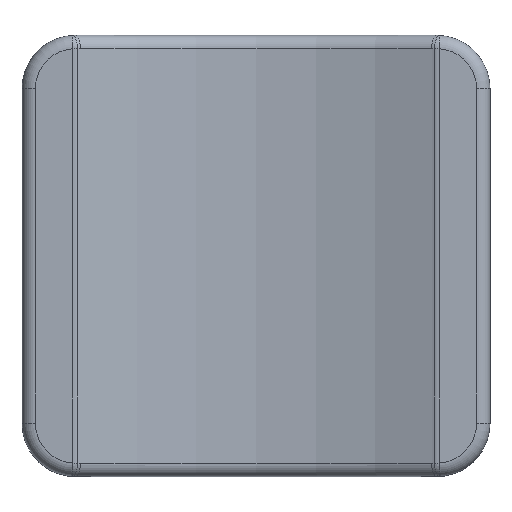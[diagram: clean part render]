
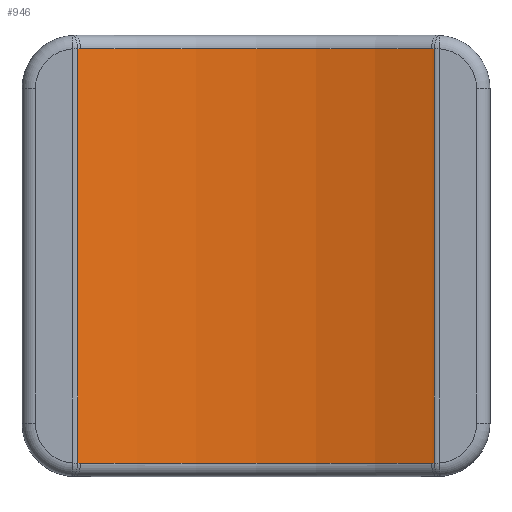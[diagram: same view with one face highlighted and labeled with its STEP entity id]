
A CAD part, top view. The second image highlights one B-rep face of the part: STEP entity #946.
In plain terms, the highlighted cylindrical face has radius 17.72 mm (diameter 35.439 mm), a partial arc.
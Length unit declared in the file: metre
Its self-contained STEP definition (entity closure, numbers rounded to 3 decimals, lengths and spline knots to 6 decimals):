
#34=B_SPLINE_CURVE_WITH_KNOTS('',3,(#1586,#1587,#1588,#1589),
 .UNSPECIFIED.,.F.,.F.,(4,4),(0.000097,0.0002),
 .UNSPECIFIED.);
#35=B_SPLINE_CURVE_WITH_KNOTS('',3,(#1593,#1594,#1595,#1596),
 .UNSPECIFIED.,.F.,.F.,(4,4),(0.,0.000103),.UNSPECIFIED.);
#36=B_SPLINE_CURVE_WITH_KNOTS('',3,(#1600,#1601,#1602,#1603),
 .UNSPECIFIED.,.F.,.F.,(4,4),(0.000097,0.0002),
 .UNSPECIFIED.);
#37=B_SPLINE_CURVE_WITH_KNOTS('',3,(#1607,#1608,#1609,#1610),
 .UNSPECIFIED.,.F.,.F.,(4,4),(0.,0.000103),.UNSPECIFIED.);
#46=CYLINDRICAL_SURFACE('',#1047,0.01772);
#81=CIRCLE('',#1048,0.01772);
#82=CIRCLE('',#1049,0.01772);
#215=ORIENTED_EDGE('',*,*,#463,.T.);
#216=ORIENTED_EDGE('',*,*,#464,.T.);
#217=ORIENTED_EDGE('',*,*,#465,.T.);
#218=ORIENTED_EDGE('',*,*,#466,.T.);
#219=ORIENTED_EDGE('',*,*,#467,.T.);
#220=ORIENTED_EDGE('',*,*,#468,.T.);
#221=ORIENTED_EDGE('',*,*,#469,.T.);
#222=ORIENTED_EDGE('',*,*,#470,.T.);
#463=EDGE_CURVE('',#587,#588,#657,.F.);
#464=EDGE_CURVE('',#588,#589,#34,.T.);
#465=EDGE_CURVE('',#589,#590,#81,.F.);
#466=EDGE_CURVE('',#590,#591,#35,.T.);
#467=EDGE_CURVE('',#591,#592,#658,.T.);
#468=EDGE_CURVE('',#592,#593,#36,.T.);
#469=EDGE_CURVE('',#593,#594,#82,.T.);
#470=EDGE_CURVE('',#594,#587,#37,.T.);
#587=VERTEX_POINT('',#1584);
#588=VERTEX_POINT('',#1585);
#589=VERTEX_POINT('',#1590);
#590=VERTEX_POINT('',#1592);
#591=VERTEX_POINT('',#1597);
#592=VERTEX_POINT('',#1599);
#593=VERTEX_POINT('',#1604);
#594=VERTEX_POINT('',#1606);
#657=LINE('',#1583,#733);
#658=LINE('',#1598,#734);
#733=VECTOR('',#1253,1.);
#734=VECTOR('',#1256,1.);
#789=EDGE_LOOP('',(#215,#216,#217,#218,#219,#220,#221,#222));
#855=FACE_BOUND('',#789,.T.);
#946=ADVANCED_FACE('',(#855),#46,.F.);
#1047=AXIS2_PLACEMENT_3D('',#1582,#1251,#1252);
#1048=AXIS2_PLACEMENT_3D('',#1591,#1254,#1255);
#1049=AXIS2_PLACEMENT_3D('',#1605,#1257,#1258);
#1251=DIRECTION('',(0.,-1.,0.));
#1252=DIRECTION('',(1.,0.,0.));
#1253=DIRECTION('',(0.,-1.,0.));
#1254=DIRECTION('',(0.,-1.,0.));
#1255=DIRECTION('',(0.,0.,-1.));
#1256=DIRECTION('',(0.,-1.,0.));
#1257=DIRECTION('',(0.,-1.,0.));
#1258=DIRECTION('',(1.,0.,0.));
#1582=CARTESIAN_POINT('',(0.000681,0.00845,0.021384));
#1583=CARTESIAN_POINT('',(0.007342,0.00845,0.004963));
#1584=CARTESIAN_POINT('',(0.007342,-0.007747,0.004963));
#1585=CARTESIAN_POINT('',(0.007342,0.007747,0.004963));
#1586=CARTESIAN_POINT('',(0.007342,0.007747,0.004963));
#1587=CARTESIAN_POINT('',(0.00731,0.007749,0.00495));
#1588=CARTESIAN_POINT('',(0.007278,0.00775,0.004938));
#1589=CARTESIAN_POINT('',(0.007246,0.00775,0.004925));
#1590=CARTESIAN_POINT('',(0.007246,0.00775,0.004925));
#1591=CARTESIAN_POINT('',(0.000681,0.00775,0.021384));
#1592=CARTESIAN_POINT('',(-0.005883,0.00775,0.004925));
#1593=CARTESIAN_POINT('',(-0.005883,0.00775,0.004925));
#1594=CARTESIAN_POINT('',(-0.005915,0.00775,0.004938));
#1595=CARTESIAN_POINT('',(-0.005947,0.007749,0.00495));
#1596=CARTESIAN_POINT('',(-0.005979,0.007747,0.004963));
#1597=CARTESIAN_POINT('',(-0.005979,0.007747,0.004963));
#1598=CARTESIAN_POINT('',(-0.005979,0.00845,0.004963));
#1599=CARTESIAN_POINT('',(-0.005979,-0.007747,0.004963));
#1600=CARTESIAN_POINT('',(-0.005979,-0.007747,0.004963));
#1601=CARTESIAN_POINT('',(-0.005947,-0.007749,0.00495));
#1602=CARTESIAN_POINT('',(-0.005915,-0.00775,0.004938));
#1603=CARTESIAN_POINT('',(-0.005883,-0.00775,0.004925));
#1604=CARTESIAN_POINT('',(-0.005883,-0.00775,0.004925));
#1605=CARTESIAN_POINT('',(0.000681,-0.00775,0.021384));
#1606=CARTESIAN_POINT('',(0.007246,-0.00775,0.004925));
#1607=CARTESIAN_POINT('',(0.007246,-0.00775,0.004925));
#1608=CARTESIAN_POINT('',(0.007278,-0.00775,0.004938));
#1609=CARTESIAN_POINT('',(0.00731,-0.007749,0.00495));
#1610=CARTESIAN_POINT('',(0.007342,-0.007747,0.004963));
